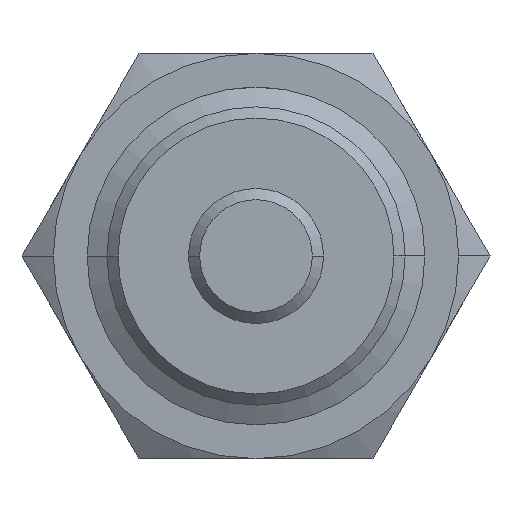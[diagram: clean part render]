
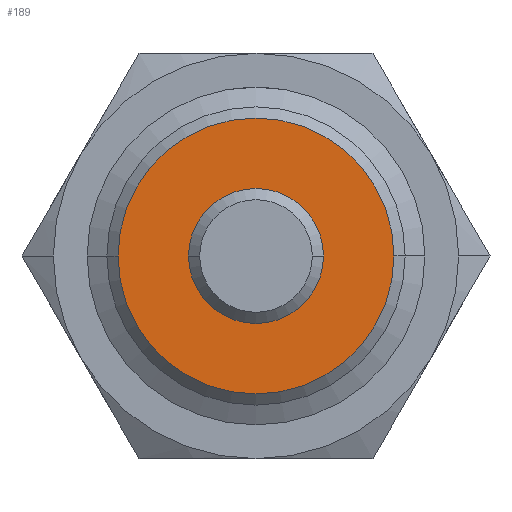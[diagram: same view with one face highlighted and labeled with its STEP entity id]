
A CAD part, front view. The second image highlights one B-rep face of the part: STEP entity #189.
In plain terms, the highlighted planar face has unit normal (0, -1, 0).
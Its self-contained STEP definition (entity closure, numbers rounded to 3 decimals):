
#189=ADVANCED_FACE('',(#296,#297),#298,.T.);
#296=FACE_OUTER_BOUND('',#476,.T.);
#297=FACE_BOUND('',#477,.T.);
#298=PLANE('',#478);
#476=EDGE_LOOP('',(#745,#746));
#477=EDGE_LOOP('',(#747,#748));
#478=AXIS2_PLACEMENT_3D('',#749,#750,#751);
#745=ORIENTED_EDGE('',*,*,#1259,.F.);
#746=ORIENTED_EDGE('',*,*,#1285,.F.);
#747=ORIENTED_EDGE('',*,*,#1264,.T.);
#748=ORIENTED_EDGE('',*,*,#1284,.T.);
#749=CARTESIAN_POINT('',(-8.625,-61.5,0.0));
#750=DIRECTION('',(0.0,-1.0,0.0));
#751=DIRECTION('',(1.0,0.0,0.0));
#1259=EDGE_CURVE('',#1452,#1454,#1455,.T.);
#1264=EDGE_CURVE('',#1458,#1462,#1464,.T.);
#1284=EDGE_CURVE('',#1462,#1458,#1493,.T.);
#1285=EDGE_CURVE('',#1454,#1452,#1494,.T.);
#1452=VERTEX_POINT('',#1777);
#1454=VERTEX_POINT('',#1780);
#1455=CIRCLE('',#1781,12.25);
#1458=VERTEX_POINT('',#1785);
#1462=VERTEX_POINT('',#1790);
#1464=CIRCLE('',#1793,5.0);
#1493=CIRCLE('',#1830,5.0);
#1494=CIRCLE('',#1831,12.25);
#1777=CARTESIAN_POINT('',(-12.25,-61.5,0.0));
#1780=CARTESIAN_POINT('',(12.25,-61.5,0.));
#1781=AXIS2_PLACEMENT_3D('',#2627,#2628,#2629);
#1785=CARTESIAN_POINT('',(-5.0,-61.5,0.0));
#1790=CARTESIAN_POINT('',(5.0,-61.5,0.));
#1793=AXIS2_PLACEMENT_3D('',#2636,#2637,#2638);
#1830=AXIS2_PLACEMENT_3D('',#2680,#2681,#2682);
#1831=AXIS2_PLACEMENT_3D('',#2683,#2684,#2685);
#2627=CARTESIAN_POINT('',(0.0,-61.5,0.0));
#2628=DIRECTION('',(0.0,1.0,0.0));
#2629=DIRECTION('',(-1.0,0.0,0.0));
#2636=CARTESIAN_POINT('',(0.0,-61.5,0.0));
#2637=DIRECTION('',(0.0,1.0,0.0));
#2638=DIRECTION('',(-1.0,0.0,0.0));
#2680=CARTESIAN_POINT('',(0.0,-61.5,0.0));
#2681=DIRECTION('',(0.0,1.0,0.0));
#2682=DIRECTION('',(-1.0,0.0,0.0));
#2683=CARTESIAN_POINT('',(0.0,-61.5,0.0));
#2684=DIRECTION('',(0.0,1.0,0.0));
#2685=DIRECTION('',(-1.0,0.0,0.0));
